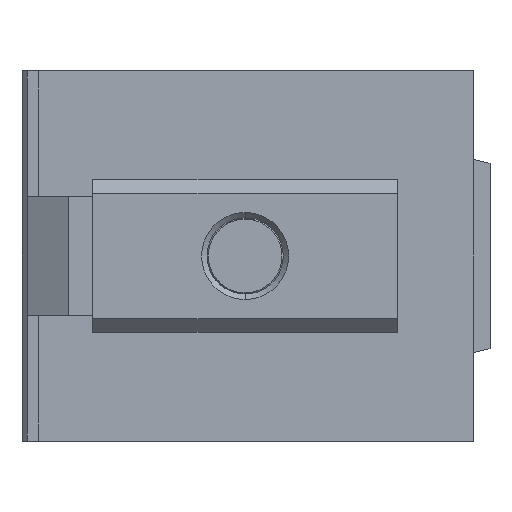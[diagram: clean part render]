
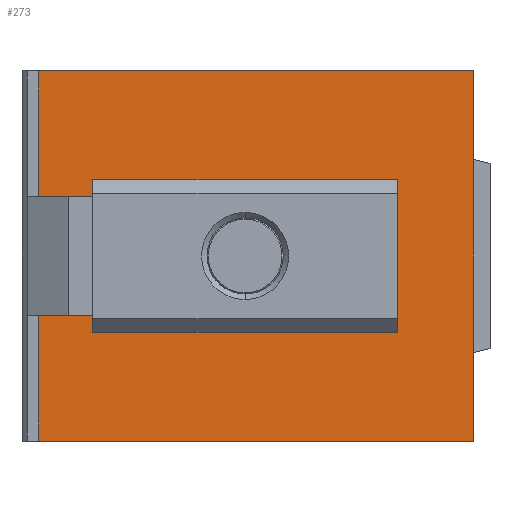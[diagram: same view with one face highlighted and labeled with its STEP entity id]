
A CAD part, front view. The second image highlights one B-rep face of the part: STEP entity #273.
In plain terms, the highlighted planar face has unit normal (0, -1, 0).
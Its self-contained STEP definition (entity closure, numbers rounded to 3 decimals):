
#273=ADVANCED_FACE('',(#717,#718),#719,.T.);
#717=FACE_OUTER_BOUND('',#1984,.T.);
#718=FACE_BOUND('',#1985,.T.);
#719=PLANE('',#1986);
#1984=EDGE_LOOP('',(#3439,#3440,#3441,#3442,#3443,#3444,#3445,#3446));
#1985=EDGE_LOOP('',(#3447,#3448));
#1986=AXIS2_PLACEMENT_3D('',#3449,#3450,#3451);
#3439=ORIENTED_EDGE('',*,*,#5097,.T.);
#3440=ORIENTED_EDGE('',*,*,#5093,.T.);
#3441=ORIENTED_EDGE('',*,*,#5123,.T.);
#3442=ORIENTED_EDGE('',*,*,#5120,.T.);
#3443=ORIENTED_EDGE('',*,*,#5115,.T.);
#3444=ORIENTED_EDGE('',*,*,#5111,.T.);
#3445=ORIENTED_EDGE('',*,*,#5106,.T.);
#3446=ORIENTED_EDGE('',*,*,#5102,.T.);
#3447=ORIENTED_EDGE('',*,*,#5087,.T.);
#3448=ORIENTED_EDGE('',*,*,#5066,.T.);
#3449=CARTESIAN_POINT('',(0.0,0.0,0.0));
#3450=DIRECTION('',(0.0,-1.0,0.0));
#3451=DIRECTION('',(0.0,0.0,-1.0));
#5066=EDGE_CURVE('',#5792,#5793,#5794,.T.);
#5087=EDGE_CURVE('',#5793,#5792,#5827,.T.);
#5093=EDGE_CURVE('',#5831,#5835,#5837,.T.);
#5097=EDGE_CURVE('',#5840,#5831,#5843,.T.);
#5102=EDGE_CURVE('',#5847,#5840,#5850,.T.);
#5106=EDGE_CURVE('',#5853,#5847,#5856,.T.);
#5111=EDGE_CURVE('',#5860,#5853,#5863,.T.);
#5115=EDGE_CURVE('',#5866,#5860,#5869,.T.);
#5120=EDGE_CURVE('',#5873,#5866,#5876,.T.);
#5123=EDGE_CURVE('',#5835,#5873,#5879,.T.);
#5792=VERTEX_POINT('',#7042);
#5793=VERTEX_POINT('',#7043);
#5794=CIRCLE('',#7044,8.5);
#5827=CIRCLE('',#7149,8.5);
#5831=VERTEX_POINT('',#7153);
#5835=VERTEX_POINT('',#7159);
#5837=LINE('',#7162,#7163);
#5840=VERTEX_POINT('',#7166);
#5843=LINE('',#7171,#7172);
#5847=VERTEX_POINT('',#7176);
#5850=LINE('',#7181,#7182);
#5853=VERTEX_POINT('',#7185);
#5856=LINE('',#7190,#7191);
#5860=VERTEX_POINT('',#7195);
#5863=LINE('',#7200,#7201);
#5866=VERTEX_POINT('',#7204);
#5869=LINE('',#7209,#7210);
#5873=VERTEX_POINT('',#7214);
#5876=LINE('',#7219,#7220);
#5879=LINE('',#7224,#7225);
#7042=CARTESIAN_POINT('',(0.,0.0,-8.5));
#7043=CARTESIAN_POINT('',(0.0,0.0,8.5));
#7044=AXIS2_PLACEMENT_3D('',#8821,#8822,#8823);
#7149=AXIS2_PLACEMENT_3D('',#8850,#8851,#8852);
#7153=CARTESIAN_POINT('',(-18.0,0.,11.0));
#7159=CARTESIAN_POINT('',(-18.0,0.0,-11.0));
#7162=CARTESIAN_POINT('',(-18.0,0.0,0.0));
#7163=VECTOR('',#8859,1000.0);
#7166=CARTESIAN_POINT('',(-38.0,0.0,11.0));
#7171=CARTESIAN_POINT('',(0.0,0.0,11.0));
#7172=VECTOR('',#8862,1000.0);
#7176=CARTESIAN_POINT('',(-38.0,0.0,34.0));
#7181=CARTESIAN_POINT('',(-38.0,0.0,0.0));
#7182=VECTOR('',#8868,1000.0);
#7185=CARTESIAN_POINT('',(42.0,0.0,34.0));
#7190=CARTESIAN_POINT('',(0.0,0.0,34.0));
#7191=VECTOR('',#8871,1000.0);
#7195=CARTESIAN_POINT('',(42.0,0.,-34.0));
#7200=CARTESIAN_POINT('',(42.0,0.0,0.0));
#7201=VECTOR('',#8877,1000.0);
#7204=CARTESIAN_POINT('',(-38.0,0.0,-34.0));
#7209=CARTESIAN_POINT('',(0.0,0.0,-34.0));
#7210=VECTOR('',#8880,1000.0);
#7214=CARTESIAN_POINT('',(-38.0,0.0,-11.0));
#7219=CARTESIAN_POINT('',(-38.0,0.0,0.0));
#7220=VECTOR('',#8886,1000.0);
#7224=CARTESIAN_POINT('',(0.0,0.0,-11.0));
#7225=VECTOR('',#8888,1000.0);
#8821=CARTESIAN_POINT('',(0.0,0.0,0.0));
#8822=DIRECTION('',(0.0,1.0,0.0));
#8823=DIRECTION('',(0.0,0.0,1.0));
#8850=CARTESIAN_POINT('',(0.0,0.0,0.0));
#8851=DIRECTION('',(0.0,1.0,0.0));
#8852=DIRECTION('',(0.0,0.0,1.0));
#8859=DIRECTION('',(0.0,0.0,-1.0));
#8862=DIRECTION('',(1.0,0.0,0.0));
#8868=DIRECTION('',(0.0,0.0,-1.0));
#8871=DIRECTION('',(-1.0,-0.0,-0.0));
#8877=DIRECTION('',(0.0,0.0,1.0));
#8880=DIRECTION('',(1.0,0.0,0.0));
#8886=DIRECTION('',(0.0,0.0,-1.0));
#8888=DIRECTION('',(-1.0,-0.0,-0.0));
